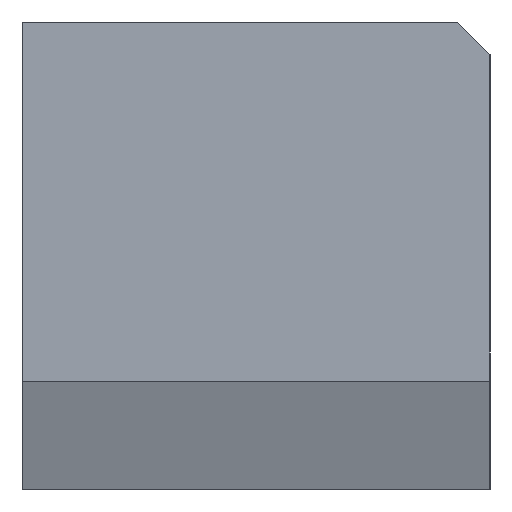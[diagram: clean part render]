
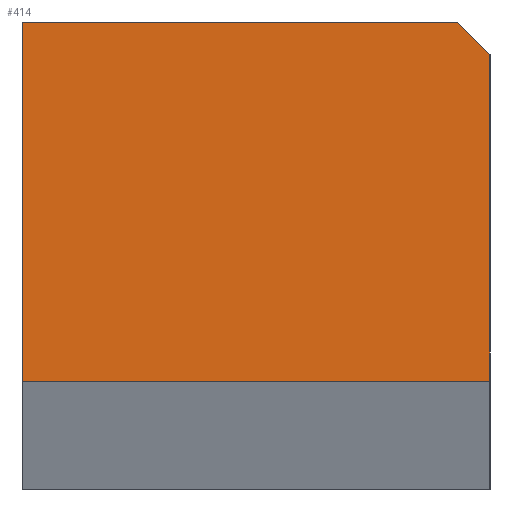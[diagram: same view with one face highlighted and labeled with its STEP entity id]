
A CAD part, left-side view. The second image highlights one B-rep face of the part: STEP entity #414.
In plain terms, the highlighted planar face has unit normal (-1, 0, 0).
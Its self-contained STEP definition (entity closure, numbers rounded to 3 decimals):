
#414=ADVANCED_FACE('NONE',(#1009),#1010,.F.);
#1009=FACE_OUTER_BOUND('',#1774,.T.);
#1010=PLANE('',#1775);
#1774=EDGE_LOOP('',(#3333,#3334,#3335,#3336,#3337));
#1775=AXIS2_PLACEMENT_3D('',#3338,#3339,#3340);
#3333=ORIENTED_EDGE('',*,*,#4807,.F.);
#3334=ORIENTED_EDGE('',*,*,#5421,.T.);
#3335=ORIENTED_EDGE('',*,*,#5422,.F.);
#3336=ORIENTED_EDGE('',*,*,#5244,.T.);
#3337=ORIENTED_EDGE('',*,*,#5423,.F.);
#3338=CARTESIAN_POINT('',(0.0,0.0,29.0));
#3339=DIRECTION('',(1.0,0.0,0.0));
#3340=DIRECTION('',(0.0,1.0,-0.0));
#4807=EDGE_CURVE('NONE',#5819,#5821,#5822,.T.);
#5244=EDGE_CURVE('NONE',#6692,#6690,#6693,.T.);
#5421=EDGE_CURVE('NONE',#5819,#6873,#6874,.T.);
#5422=EDGE_CURVE('NONE',#6692,#6873,#6875,.T.);
#5423=EDGE_CURVE('NONE',#5821,#6690,#6876,.T.);
#5819=VERTEX_POINT('NONE',#7293);
#5821=VERTEX_POINT('NONE',#7296);
#5822=LINE('',#7297,#7298);
#6690=VERTEX_POINT('NONE',#8598);
#6692=VERTEX_POINT('NONE',#8601);
#6693=LINE('',#8602,#8603);
#6873=VERTEX_POINT('NONE',#8897);
#6874=LINE('',#8898,#8899);
#6875=LINE('',#8900,#8901);
#6876=LINE('',#8902,#8903);
#7293=CARTESIAN_POINT('',(0.0,0.0,27.0));
#7296=CARTESIAN_POINT('',(0.0,0.0,6.75));
#7297=CARTESIAN_POINT('',(0.0,0.0,29.0));
#7298=VECTOR('',#9408,1000.0);
#8598=CARTESIAN_POINT('',(0.0,29.0,6.75));
#8601=CARTESIAN_POINT('',(0.0,29.0,29.0));
#8602=CARTESIAN_POINT('',(0.0,29.0,29.0));
#8603=VECTOR('',#9848,1000.0);
#8897=CARTESIAN_POINT('',(0.0,2.0,29.0));
#8898=CARTESIAN_POINT('',(0.0,2.0,29.0));
#8899=VECTOR('',#9981,1000.0);
#8900=CARTESIAN_POINT('',(0.0,0.0,29.0));
#8901=VECTOR('',#9982,1000.0);
#8902=CARTESIAN_POINT('',(0.0,0.0,6.75));
#8903=VECTOR('',#9983,1000.0);
#9408=DIRECTION('',(-0.0,-0.0,-1.0));
#9848=DIRECTION('',(-0.0,-0.0,-1.0));
#9981=DIRECTION('',(-0.0,0.707,0.707));
#9982=DIRECTION('',(-0.0,-1.0,-0.0));
#9983=DIRECTION('',(0.0,1.0,0.0));
